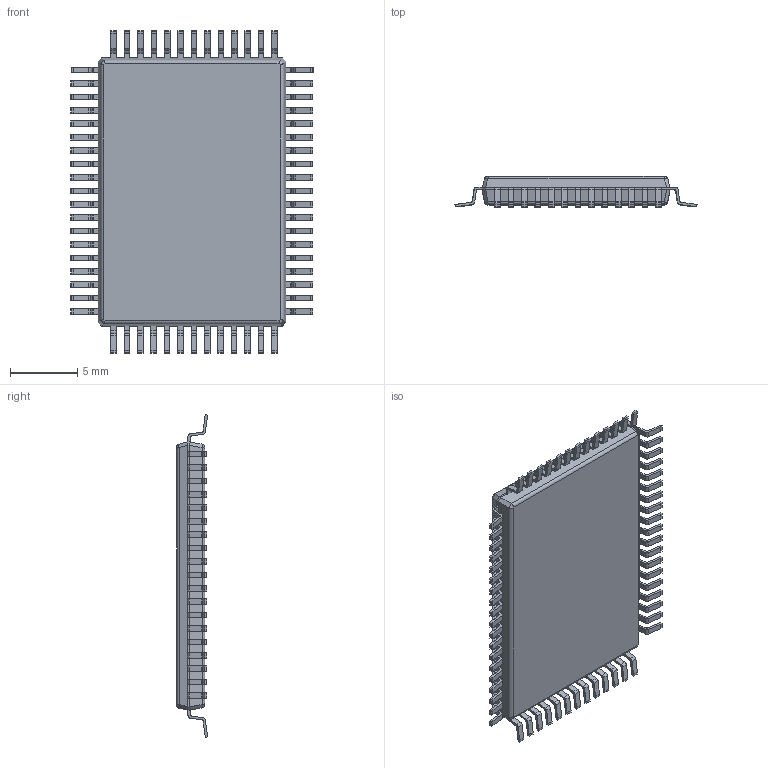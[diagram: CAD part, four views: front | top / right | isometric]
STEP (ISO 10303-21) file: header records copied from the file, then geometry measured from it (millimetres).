
FILE_DESCRIPTION(/* description */ (''),/* implementation_level */ '2;1');
FILE_NAME(/* name */ 'QFP64-p-1420-100 v2.step',/* time_stamp */ '2016-05-31T17:58:17-07:00',/* author */ (''),/* organization */ (''),/* preprocessor_version */ 'ST-DEVELOPER v16.5',/* originating_system */ 'Autodesk Translation Framework v5.0.0.3310',/* authorisation */ '');
FILE_SCHEMA (('AUTOMOTIVE_DESIGN { 1 0 10303 214 3 1 1 }'));
Length unit declared in the file: centimetre
Products named in the file (1): QFP64-p-1420-100 v2
Bounding box: 18.07 x 2.29 x 24.05 mm (x, y, z)
Volume: 590.5 mm3; surface area: 950.8 mm2
Topology: 65 solids, 65 shells, 1004 faces, 2619 edges, 1746 vertices
Faces by surface type: plane 731, cylinder 273
Full cylindrical faces by diameter (mm): 1 x1
Entity records: 30638 total; most frequent: CARTESIAN_POINT 5369, ORIENTED_EDGE 5236, DIRECTION 5174, EDGE_CURVE 2618, LINE 2072, VECTOR 2072, VERTEX_POINT 1746, AXIS2_PLACEMENT_3D 1551
